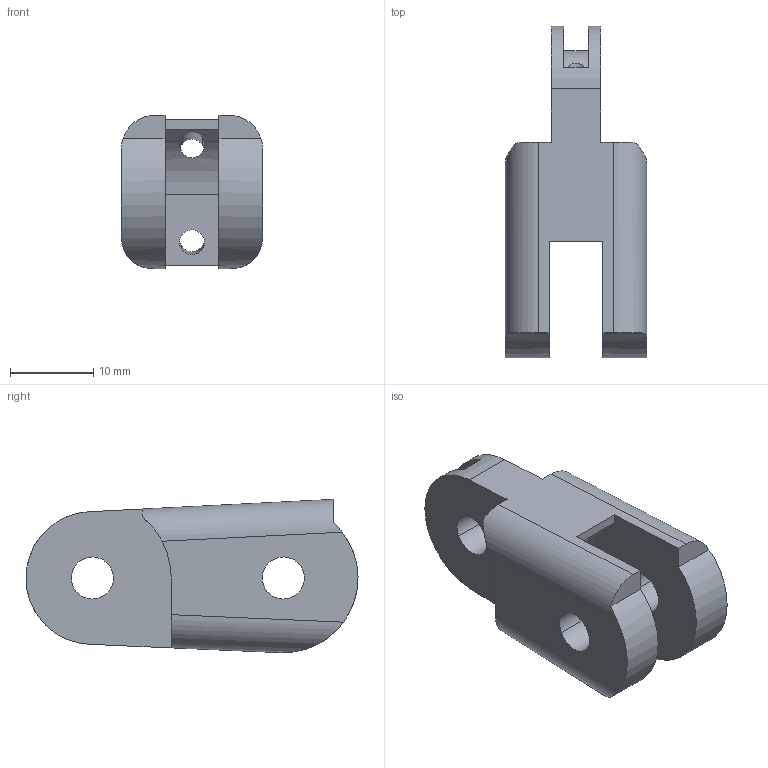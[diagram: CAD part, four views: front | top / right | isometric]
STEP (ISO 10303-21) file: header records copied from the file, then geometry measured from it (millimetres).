
FILE_DESCRIPTION(('CATIA V5 STEP Exchange'),'2;1');
FILE_NAME('Middle_Phalanx_Common_PP.stp','2014-05-15T01:50:04+00:00',('none'),('none'),'CATIA Version 5 Release 19 SP 6 (IN-10)','CATIA V5 STEP AP203','none');
FILE_SCHEMA(('CONFIG_CONTROL_DESIGN'));
Length unit declared in the file: millimetre
Products named in the file (1): Middle_Phalanx_Common_PP
Bounding box: 17 x 40 x 18.47 mm (x, y, z)
Volume: 5124.9 mm3; surface area: 3472.9 mm2
Topology: 1 solids, 1 shells, 51 faces, 154 edges, 102 vertices
Faces by surface type: plane 26, cylinder 23, extrusion 2
Entity records: 1880 total; most frequent: CARTESIAN_POINT 562, ORIENTED_EDGE 308, DIRECTION 190, EDGE_CURVE 154, VERTEX_POINT 102, VECTOR 88, LINE 86, AXIS2_PLACEMENT_3D 70
